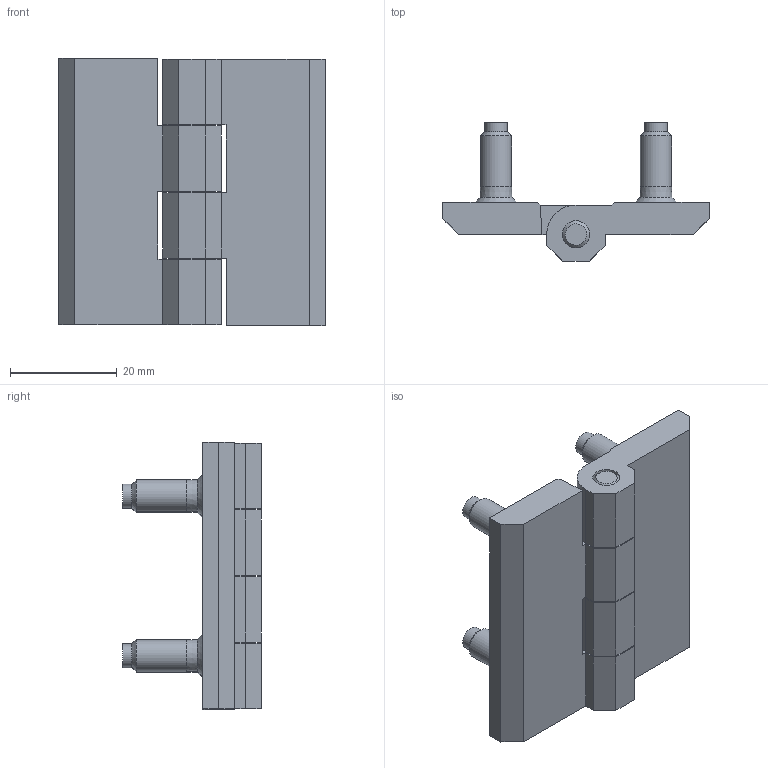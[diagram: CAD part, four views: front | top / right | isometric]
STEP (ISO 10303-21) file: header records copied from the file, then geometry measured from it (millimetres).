
FILE_DESCRIPTION(('STEP AP203'),'1');
FILE_NAME('099.1.1.1.step','2016-10-06T07:54:12',(' '),(' '),'Spatial InterOp 3D',' ',' ');
FILE_SCHEMA(('CONFIG_CONTROL_DESIGN'));
Length unit declared in the file: millimetre
Products named in the file (3): 1; 2; 3
Bounding box: 50 x 26 x 50.2 mm (x, y, z)
Volume: 16147 mm3; surface area: 10743.7 mm2
Topology: 3 solids, 3 shells, 249 faces, 668 edges, 437 vertices
Faces by surface type: plane 166, cylinder 61, cone 14, extrusion 8
Full cylindrical faces by diameter (mm): 4.3 x4, 5.1 x4, 5.85 x4, 6 x1, 8 x4
Entity records: 8226 total; most frequent: CARTESIAN_POINT 1958, DIRECTION 1288, ORIENTED_EDGE 1234, EDGE_CURVE 617, AXIS2_PLACEMENT_3D 435, VECTOR 418, VERTEX_POINT 417, LINE 410
